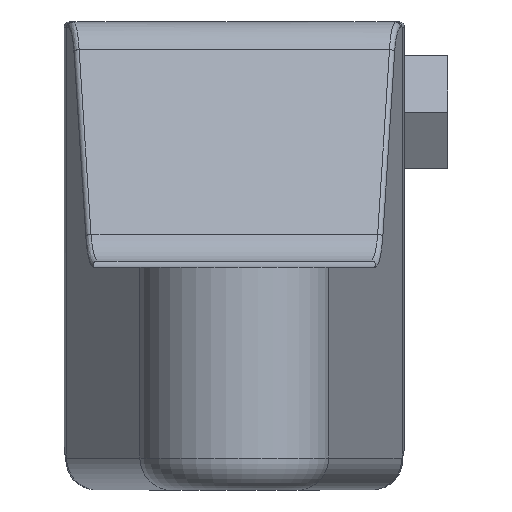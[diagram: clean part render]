
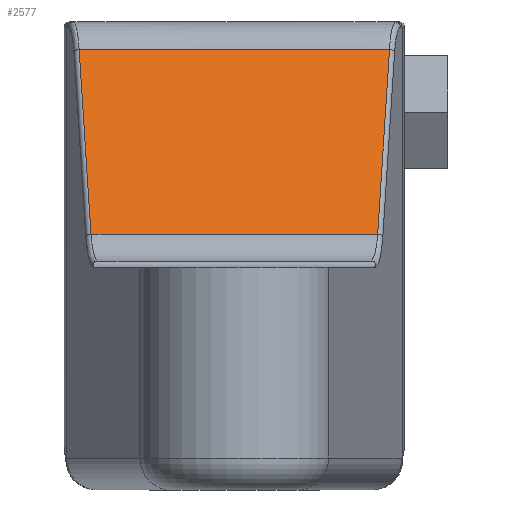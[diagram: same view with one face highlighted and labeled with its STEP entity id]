
A CAD part, front view. The second image highlights one B-rep face of the part: STEP entity #2577.
In plain terms, the highlighted planar face has unit normal (0, -0.936, 0.351).
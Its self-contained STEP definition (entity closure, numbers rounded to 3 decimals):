
#444=DIRECTION('',(-1.,0.,0.));
#445=VECTOR('',#444,46.326);
#446=CARTESIAN_POINT('',(23.163,-21.821,65.728));
#447=LINE('',#446,#445);
#460=DIRECTION('',(-1.,0.,0.));
#461=VECTOR('',#460,42.782);
#462=CARTESIAN_POINT('',(21.391,-32.154,38.158));
#463=LINE('',#462,#461);
#567=DIRECTION('',(0.06,0.35,0.935));
#568=VECTOR('',#567,29.497);
#569=CARTESIAN_POINT('',(21.391,-32.154,38.158));
#570=LINE('',#569,#568);
#1921=DIRECTION('',(0.06,-0.35,-0.935));
#1922=VECTOR('',#1921,29.497);
#1923=CARTESIAN_POINT('',(-23.163,-21.821,
65.728));
#1924=LINE('',#1923,#1922);
#2031=CARTESIAN_POINT('',(21.391,-32.154,38.158));
#2032=CARTESIAN_POINT('',(-21.391,-32.154,
38.158));
#2033=VERTEX_POINT('',#2031);
#2034=VERTEX_POINT('',#2032);
#2035=CARTESIAN_POINT('',(23.163,-21.821,65.728));
#2036=CARTESIAN_POINT('',(-23.163,-21.821,
65.728));
#2037=VERTEX_POINT('',#2035);
#2038=VERTEX_POINT('',#2036);
#2563=CARTESIAN_POINT('',(30.48,-32.154,38.158));
#2564=DIRECTION('',(0.,0.936,-0.351));
#2565=DIRECTION('',(0.,0.351,0.936));
#2566=AXIS2_PLACEMENT_3D('',#2563,#2564,#2565);
#2567=PLANE('',#2566);
#2569=ORIENTED_EDGE('',*,*,#2568,.T.);
#2571=ORIENTED_EDGE('',*,*,#2570,.F.);
#2572=ORIENTED_EDGE('',*,*,#2551,.F.);
#2574=ORIENTED_EDGE('',*,*,#2573,.F.);
#2575=EDGE_LOOP('',(#2569,#2571,#2572,#2574));
#2576=FACE_OUTER_BOUND('',#2575,.F.);
#2577=ADVANCED_FACE('',(#2576),#2567,.F.);
#2551=EDGE_CURVE('',#2037,#2038,#447,.T.);
#2568=EDGE_CURVE('',#2033,#2034,#463,.T.);
#2570=EDGE_CURVE('',#2038,#2034,#1924,.T.);
#2573=EDGE_CURVE('',#2033,#2037,#570,.T.);
